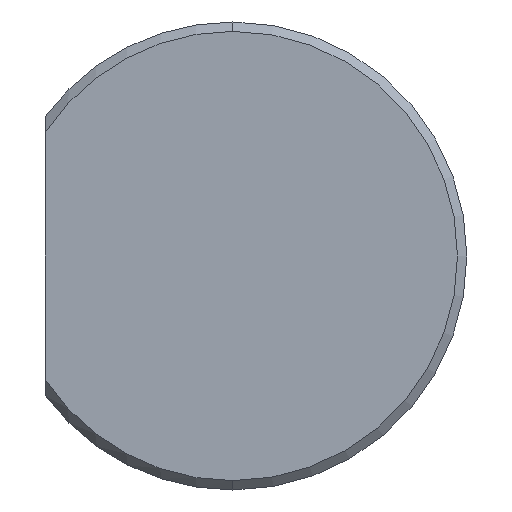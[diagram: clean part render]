
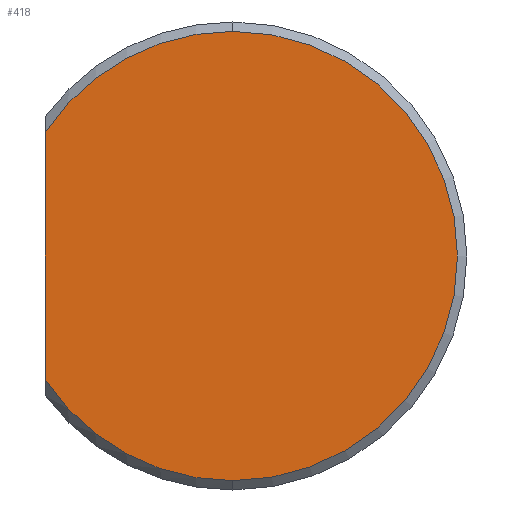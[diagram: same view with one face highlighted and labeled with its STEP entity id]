
A CAD part, front view. The second image highlights one B-rep face of the part: STEP entity #418.
In plain terms, the highlighted planar face has unit normal (0, -1, 0).
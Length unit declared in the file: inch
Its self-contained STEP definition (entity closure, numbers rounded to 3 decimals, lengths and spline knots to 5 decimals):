
#16 = DIRECTION ( 'NONE',  ( 0., -1., 0. ) ) ;
#19 = ORIENTED_EDGE ( 'NONE', *, *, #400, .T. ) ;
#29 = ORIENTED_EDGE ( 'NONE', *, *, #104, .T. ) ;
#44 = CIRCLE ( 'NONE', #81, 0.11985 ) ;
#51 = EDGE_CURVE ( 'NONE', #391, #380, #246, .T. ) ;
#53 = VERTEX_POINT ( 'NONE', #117 ) ;
#79 = EDGE_CURVE ( 'NONE', #53, #215, #289, .T. ) ;
#81 = AXIS2_PLACEMENT_3D ( 'NONE', #106, #335, #144 ) ;
#104 = EDGE_CURVE ( 'NONE', #53, #391, #250, .T. ) ;
#106 = CARTESIAN_POINT ( 'NONE',  ( 0., 0., 0. ) ) ;
#108 = DIRECTION ( 'NONE',  ( 0., 1., 0. ) ) ;
#117 = CARTESIAN_POINT ( 'NONE',  ( -0.10015, 0., -0.06583 ) ) ;
#119 = DIRECTION ( 'NONE',  ( 0., 0., 1. ) ) ;
#144 = DIRECTION ( 'NONE',  ( 0., 0., 1. ) ) ;
#158 = EDGE_LOOP ( 'NONE', ( #197, #29, #365, #19 ) ) ;
#173 = DIRECTION ( 'NONE',  ( 0., -1., 0. ) ) ;
#197 = ORIENTED_EDGE ( 'NONE', *, *, #79, .F. ) ;
#212 = FACE_OUTER_BOUND ( 'NONE', #158, .T. ) ;
#214 = AXIS2_PLACEMENT_3D ( 'NONE', #228, #16, #255 ) ;
#215 = VERTEX_POINT ( 'NONE', #403 ) ;
#228 = CARTESIAN_POINT ( 'NONE',  ( 0., 0., 0. ) ) ;
#241 = CARTESIAN_POINT ( 'NONE',  ( 0., 0., -0.11985 ) ) ;
#246 = CIRCLE ( 'NONE', #296, 0.11985 ) ;
#250 = CIRCLE ( 'NONE', #214, 0.11985 ) ;
#255 = DIRECTION ( 'NONE',  ( 0., 0., 1. ) ) ;
#258 = VECTOR ( 'NONE', #119, 39.37008 ) ;
#268 = CARTESIAN_POINT ( 'NONE',  ( 0., 0., 0. ) ) ;
#289 = LINE ( 'NONE', #318, #258 ) ;
#293 = CARTESIAN_POINT ( 'NONE',  ( 0., 0., 0.11985 ) ) ;
#296 = AXIS2_PLACEMENT_3D ( 'NONE', #268, #173, #377 ) ;
#301 = PLANE ( 'NONE',  #392 ) ;
#305 = CARTESIAN_POINT ( 'NONE',  ( 0., 0., 0. ) ) ;
#318 = CARTESIAN_POINT ( 'NONE',  ( -0.10015, 0., -0.07455 ) ) ;
#335 = DIRECTION ( 'NONE',  ( 0., -1., 0. ) ) ;
#336 = DIRECTION ( 'NONE',  ( 0., 0., 1. ) ) ;
#365 = ORIENTED_EDGE ( 'NONE', *, *, #51, .T. ) ;
#377 = DIRECTION ( 'NONE',  ( 0., 0., 1. ) ) ;
#380 = VERTEX_POINT ( 'NONE', #293 ) ;
#391 = VERTEX_POINT ( 'NONE', #241 ) ;
#392 = AXIS2_PLACEMENT_3D ( 'NONE', #305, #108, #336 ) ;
#400 = EDGE_CURVE ( 'NONE', #380, #215, #44, .T. ) ;
#403 = CARTESIAN_POINT ( 'NONE',  ( -0.10015, 0., 0.06583 ) ) ;
#418 = ADVANCED_FACE ( 'NONE', ( #212 ), #301, .F. ) ;
